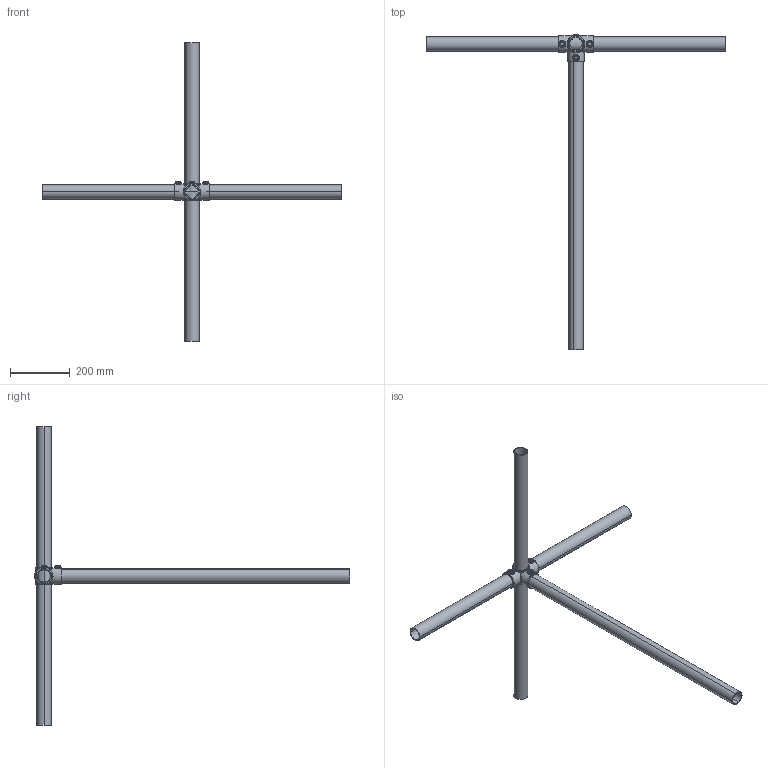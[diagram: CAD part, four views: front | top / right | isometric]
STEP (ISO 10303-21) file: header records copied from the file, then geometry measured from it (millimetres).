
FILE_DESCRIPTION (( 'STEP AP203' ), '1' );
FILE_NAME ('176-C42.step', '2015-09-17T16:26:16', ( '' ), ( '' ), 'SwSTEP 2.0', 'SolidWorks 2015', '' );
FILE_SCHEMA (( 'CONFIG_CONTROL_DESIGN' ));
Length unit declared in the file: millimetre
Products named in the file (4): 176-C42 Teil1; 176-C42 Teil2; 176-C42 Teil3; 176-C42
Assembly tree (8 placements, depth 2):
  176-C42
    176-C42 Teil1
    176-C42 Teil2  x4
    176-C42 Teil3  x3
Bounding box: 1000 x 1057.25 x 1000 mm (x, y, z)
Volume: 1391949 mm3; surface area: 894150.4 mm2
Topology: 8 solids, 8 shells, 259 faces, 599 edges, 349 vertices
Faces by surface type: cylinder 106, bspline 60, plane 47, torus 38, sphere 8
Entity records: 13043 total; most frequent: CARTESIAN_POINT 9128, ORIENTED_EDGE 814, DIRECTION 563, EDGE_CURVE 407, AXIS2_PLACEMENT_3D 246, VERTEX_POINT 237, EDGE_LOOP 182, ADVANCED_FACE 169
